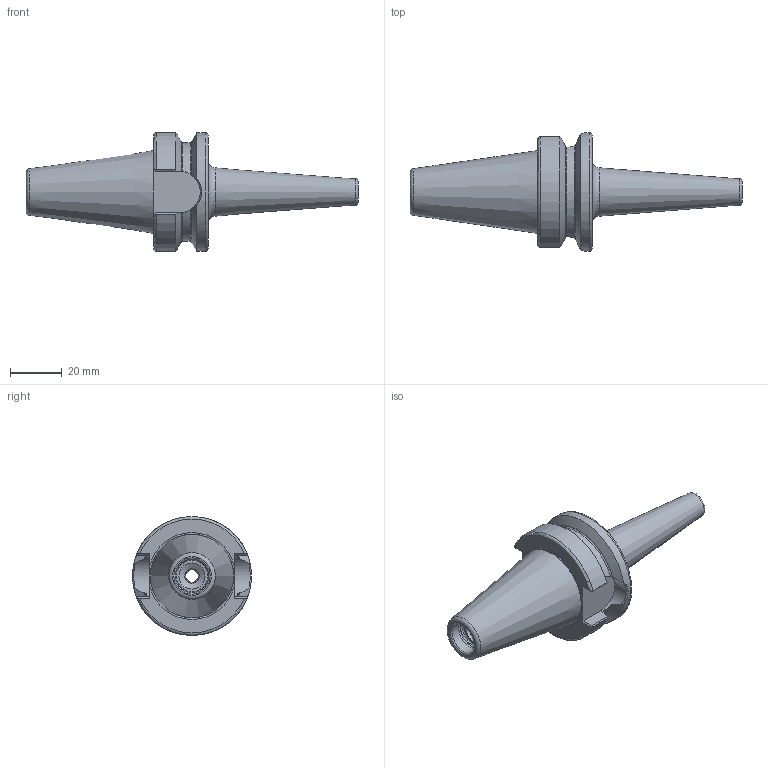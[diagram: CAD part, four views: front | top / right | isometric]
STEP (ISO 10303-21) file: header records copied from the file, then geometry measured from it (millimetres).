
FILE_DESCRIPTION(/* description */ (''),/* implementation_level */ '2;1');
FILE_NAME(/* name */ 'DBT30-SD018-080.stp',/* time_stamp */ '2019-06-21T15:07:54-05:00',/* author */ ('ldfli'),/* organization */ (''),/* preprocessor_version */ 'ST-DEVELOPER v18',/* originating_system */ 'Autodesk Inventor LT',/* authorisation */ '');
FILE_SCHEMA (('AUTOMOTIVE_DESIGN { 1 0 10303 214 3 1 1 }'));
Length unit declared in the file: millimetre
Products named in the file (1): DBT30-SD018-080
Bounding box: 128.4 x 46 x 46 mm (x, y, z)
Volume: 58895.5 mm3; surface area: 15046.1 mm2
Topology: 1 solids, 1 shells, 75 faces, 224 edges, 153 vertices
Faces by surface type: plane 24, torus 15, cone 13, cylinder 13, bspline 10
Full cylindrical faces by diameter (mm): 4.762 x1, 5.6 x1, 10.106 x1, 12.5 x1, 13.1 x1, 31.987 x1, 46 x1
Entity records: 3153 total; most frequent: CARTESIAN_POINT 1128, ORIENTED_EDGE 448, DIRECTION 400, EDGE_CURVE 224, AXIS2_PLACEMENT_3D 166, VERTEX_POINT 153, CIRCLE 100, EDGE_LOOP 79
